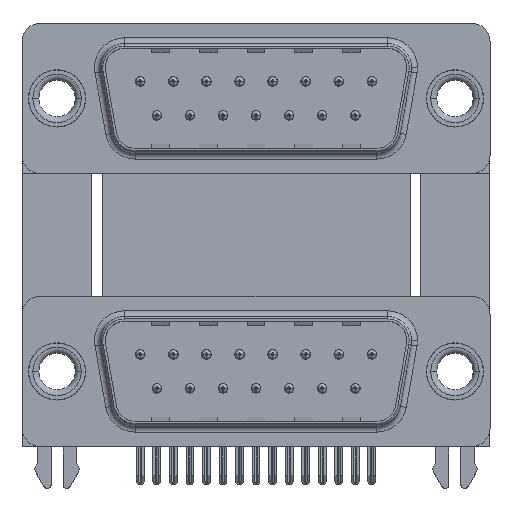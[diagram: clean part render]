
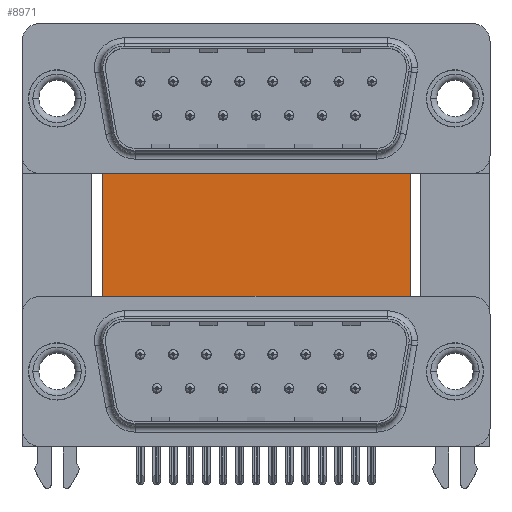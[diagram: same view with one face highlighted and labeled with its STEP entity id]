
A CAD part, top view. The second image highlights one B-rep face of the part: STEP entity #8971.
In plain terms, the highlighted planar face has unit normal (0, 0, 1).
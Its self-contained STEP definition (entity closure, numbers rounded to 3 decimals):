
#396 = EDGE_CURVE ( 'NONE', #7706, #18426, #24381, .T. ) ;
#620 = CARTESIAN_POINT ( 'NONE',  ( 3.79, 16.585, -12. ) ) ;
#1516 = VECTOR ( 'NONE', #19336, 1000. ) ;
#2005 = EDGE_CURVE ( 'NONE', #30351, #7706, #21004, .T. ) ;
#2213 = CARTESIAN_POINT ( 'NONE',  ( 29.58, 16.585, -12. ) ) ;
#2365 = VECTOR ( 'NONE', #10000, 1000. ) ;
#2420 = DIRECTION ( 'NONE',  ( 0., 0., -1. ) ) ;
#5279 = LINE ( 'NONE', #26850, #1516 ) ;
#5689 = EDGE_LOOP ( 'NONE', ( #13544, #15923, #21351, #6217 ) ) ;
#6217 = ORIENTED_EDGE ( 'NONE', *, *, #17307, .T. ) ;
#6789 = PLANE ( 'NONE',  #23210 ) ;
#7706 = VERTEX_POINT ( 'NONE', #2213 ) ;
#8971 = ADVANCED_FACE ( 'NONE', ( #19697 ), #6789, .F. ) ;
#10000 = DIRECTION ( 'NONE',  ( 0., -1., 0. ) ) ;
#11185 = VERTEX_POINT ( 'NONE', #27121 ) ;
#11636 = CARTESIAN_POINT ( 'NONE',  ( 29.58, -3.735, -12. ) ) ;
#12207 = DIRECTION ( 'NONE',  ( -1., 0., 0. ) ) ;
#13544 = ORIENTED_EDGE ( 'NONE', *, *, #19280, .T. ) ;
#15923 = ORIENTED_EDGE ( 'NONE', *, *, #396, .F. ) ;
#17225 = LINE ( 'NONE', #21836, #23974 ) ;
#17307 = EDGE_CURVE ( 'NONE', #30351, #11185, #17225, .T. ) ;
#18426 = VERTEX_POINT ( 'NONE', #11636 ) ;
#19280 = EDGE_CURVE ( 'NONE', #11185, #18426, #5279, .T. ) ;
#19336 = DIRECTION ( 'NONE',  ( 1., 0., 0. ) ) ;
#19697 = FACE_OUTER_BOUND ( 'NONE', #5689, .T. ) ;
#21004 = LINE ( 'NONE', #25316, #25358 ) ;
#21196 = CARTESIAN_POINT ( 'NONE',  ( 29.58, 16.585, -12. ) ) ;
#21351 = ORIENTED_EDGE ( 'NONE', *, *, #2005, .F. ) ;
#21836 = CARTESIAN_POINT ( 'NONE',  ( 3.79, 16.585, -12. ) ) ;
#23210 = AXIS2_PLACEMENT_3D ( 'NONE', #24329, #2420, #12207 ) ;
#23974 = VECTOR ( 'NONE', #31533, 1000. ) ;
#24329 = CARTESIAN_POINT ( 'NONE',  ( 3.79, 16.585, -12. ) ) ;
#24381 = LINE ( 'NONE', #21196, #2365 ) ;
#25316 = CARTESIAN_POINT ( 'NONE',  ( 3.79, 16.585, -12. ) ) ;
#25358 = VECTOR ( 'NONE', #25787, 1000. ) ;
#25787 = DIRECTION ( 'NONE',  ( 1., 0., 0. ) ) ;
#26850 = CARTESIAN_POINT ( 'NONE',  ( 3.79, -3.735, -12. ) ) ;
#27121 = CARTESIAN_POINT ( 'NONE',  ( 3.79, -3.735, -12. ) ) ;
#30351 = VERTEX_POINT ( 'NONE', #620 ) ;
#31533 = DIRECTION ( 'NONE',  ( 0., -1., 0. ) ) ;
